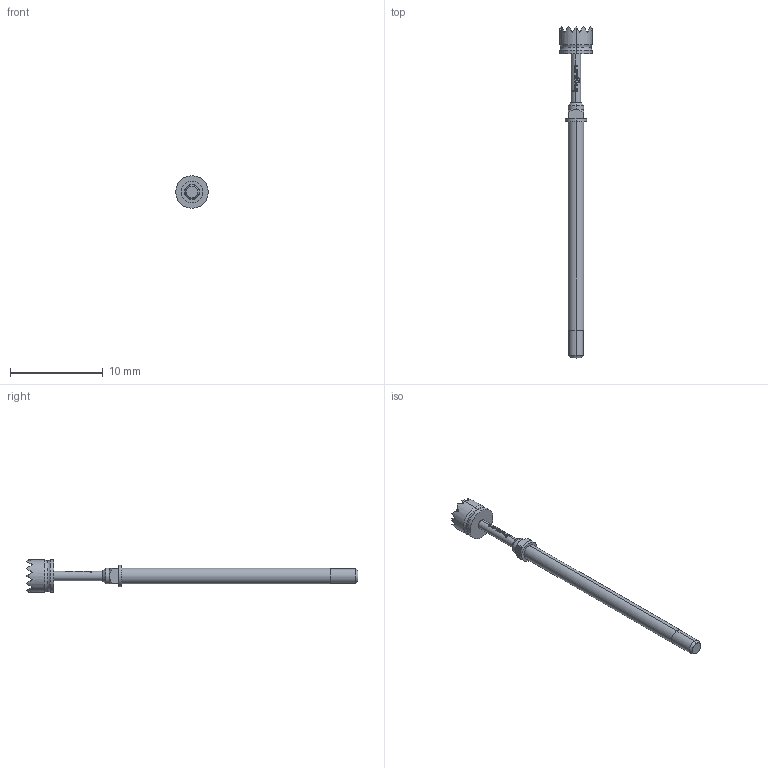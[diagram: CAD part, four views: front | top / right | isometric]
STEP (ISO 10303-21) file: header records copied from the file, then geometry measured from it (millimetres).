
FILE_DESCRIPTION (( 'STEP AP203' ), '1' );
FILE_NAME ('INGUN_HSS-118_306_350_A_xx02_M.STEP', '2022-02-02T16:09:26', ( 'ochi' ), ( '' ), 'SwSTEP 2.0', 'SolidWorks 2018', '' );
FILE_SCHEMA (( 'CONFIG_CONTROL_DESIGN' ));
Length unit declared in the file: millimetre
Products named in the file (1): INGUN_HSS-118_306_350_A_xx02_M
Bounding box: 3.5 x 35.8 x 3.5 mm (x, y, z)
Volume: 87.6 mm3; surface area: 223.8 mm2
Topology: 1 solids, 1 shells, 196 faces, 457 edges, 267 vertices
Faces by surface type: plane 106, bspline 52, cylinder 24, cone 10, torus 4
Entity records: 6545 total; most frequent: CARTESIAN_POINT 2744, ORIENTED_EDGE 914, DIRECTION 535, EDGE_CURVE 457, VERTEX_POINT 267, B_SPLINE_CURVE_WITH_KNOTS 212, EDGE_LOOP 200, ADVANCED_FACE 196
